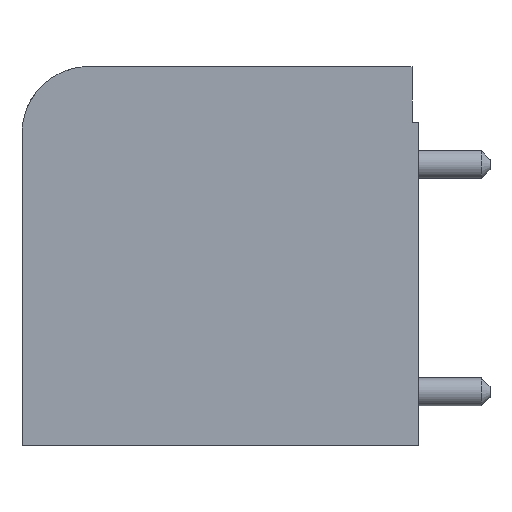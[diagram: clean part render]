
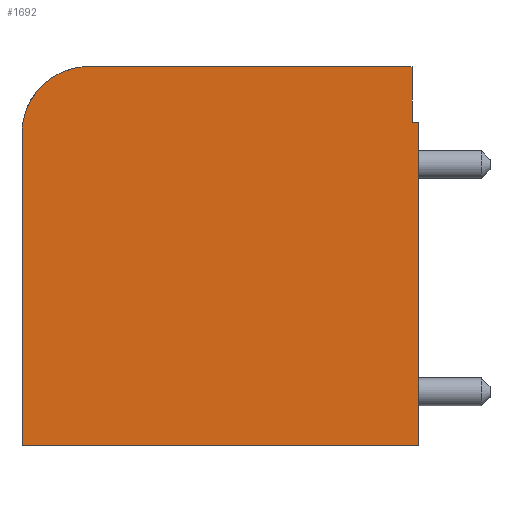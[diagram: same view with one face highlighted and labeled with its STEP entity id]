
A CAD part, left-side view. The second image highlights one B-rep face of the part: STEP entity #1692.
In plain terms, the highlighted planar face has unit normal (-1, 0.026, 0).
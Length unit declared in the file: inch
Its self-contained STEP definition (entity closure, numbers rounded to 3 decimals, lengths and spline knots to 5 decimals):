
#1=DIRECTION('',(0.,0.,-1.));
#2=VECTOR('',#1,0.725);
#3=CARTESIAN_POINT('',(-0.8,0.,0.3));
#4=LINE('',#3,#2);
#5=DIRECTION('',(0.026,1.,0.));
#6=VECTOR('',#5,0.89031);
#7=CARTESIAN_POINT('',(-0.8,0.,-0.425));
#8=LINE('',#7,#6);
#9=DIRECTION('',(0.,0.,1.));
#10=VECTOR('',#9,0.7);
#11=CARTESIAN_POINT('',(-0.77669,0.89,-0.425));
#12=LINE('',#11,#10);
#13=CARTESIAN_POINT('',(-0.77669,0.89,0.275));
#14=CARTESIAN_POINT('',(-0.77669,0.89,0.28125));
#15=CARTESIAN_POINT('',(-0.77671,0.88923,
0.29299));
#16=CARTESIAN_POINT('',(-0.77681,0.88545,
0.3142));
#17=CARTESIAN_POINT('',(-0.77703,0.87738,
0.33738));
#18=CARTESIAN_POINT('',(-0.77738,0.86372,
0.36123));
#19=CARTESIAN_POINT('',(-0.77783,0.84661,
0.38162));
#20=CARTESIAN_POINT('',(-0.77836,0.82621,
0.39872));
#21=CARTESIAN_POINT('',(-0.77899,0.80237,
0.41238));
#22=CARTESIAN_POINT('',(-0.7796,0.77919,
0.42045));
#23=CARTESIAN_POINT('',(-0.78015,0.75798,
0.42423));
#24=CARTESIAN_POINT('',(-0.78046,0.74625,0.425));
#25=CARTESIAN_POINT('',(-0.78062,0.74,0.425));
#27=DIRECTION('',(-0.026,-1.,0.));
#28=VECTOR('',#27,0.72525);
#29=CARTESIAN_POINT('',(-0.78062,0.74,0.425));
#30=LINE('',#29,#28);
#31=DIRECTION('',(0.,0.,-1.));
#32=VECTOR('',#31,0.125);
#33=CARTESIAN_POINT('',(-0.79961,0.015,0.425));
#34=LINE('',#33,#32);
#35=DIRECTION('',(0.026,1.,0.));
#36=VECTOR('',#35,0.01501);
#37=CARTESIAN_POINT('',(-0.8,0.,0.3));
#38=LINE('',#37,#36);
#1288=CARTESIAN_POINT('',(-0.77669,0.89,-0.425));
#1289=VERTEX_POINT('',#1288);
#1290=CARTESIAN_POINT('',(-0.8,0.,-0.425));
#1291=VERTEX_POINT('',#1290);
#1292=CARTESIAN_POINT('',(-0.77669,0.89,0.275));
#1293=VERTEX_POINT('',#1292);
#1294=VERTEX_POINT('',#25);
#1335=CARTESIAN_POINT('',(-0.8,0.,0.3));
#1337=VERTEX_POINT('',#1335);
#1343=CARTESIAN_POINT('',(-0.79961,0.015,0.425));
#1345=VERTEX_POINT('',#1343);
#1353=CARTESIAN_POINT('',(-0.79961,0.015,0.3));
#1354=VERTEX_POINT('',#1353);
#1671=CARTESIAN_POINT('',(-0.8,0.,0.42972));
#1672=DIRECTION('',(1.,-0.026,0.));
#1673=DIRECTION('',(0.,0.,-1.));
#1674=AXIS2_PLACEMENT_3D('',#1671,#1672,#1673);
#1675=PLANE('',#1674);
#1677=ORIENTED_EDGE('',*,*,#1676,.T.);
#1679=ORIENTED_EDGE('',*,*,#1678,.T.);
#1681=ORIENTED_EDGE('',*,*,#1680,.T.);
#1683=ORIENTED_EDGE('',*,*,#1682,.T.);
#1685=ORIENTED_EDGE('',*,*,#1684,.T.);
#1687=ORIENTED_EDGE('',*,*,#1686,.T.);
#1689=ORIENTED_EDGE('',*,*,#1688,.F.);
#1690=EDGE_LOOP('',(#1677,#1679,#1681,#1683,#1685,#1687,#1689));
#1691=FACE_OUTER_BOUND('',#1690,.F.);
#1692=ADVANCED_FACE('',(#1691),#1675,.F.);
#26=B_SPLINE_CURVE_WITH_KNOTS('',3,(#13,#14,#15,#16,#17,#18,#19,#20,#21,#22,#23,
#24,#25),.UNSPECIFIED.,.F.,.F.,(4,1,1,1,1,1,1,1,1,1,4),(0.,0.0625,0.125,
0.25,0.375,0.5,0.625,0.75,0.875,0.9375,1.),.UNSPECIFIED.);
#1676=EDGE_CURVE('',#1337,#1291,#4,.T.);
#1678=EDGE_CURVE('',#1291,#1289,#8,.T.);
#1680=EDGE_CURVE('',#1289,#1293,#12,.T.);
#1682=EDGE_CURVE('',#1293,#1294,#26,.T.);
#1684=EDGE_CURVE('',#1294,#1345,#30,.T.);
#1686=EDGE_CURVE('',#1345,#1354,#34,.T.);
#1688=EDGE_CURVE('',#1337,#1354,#38,.T.);
